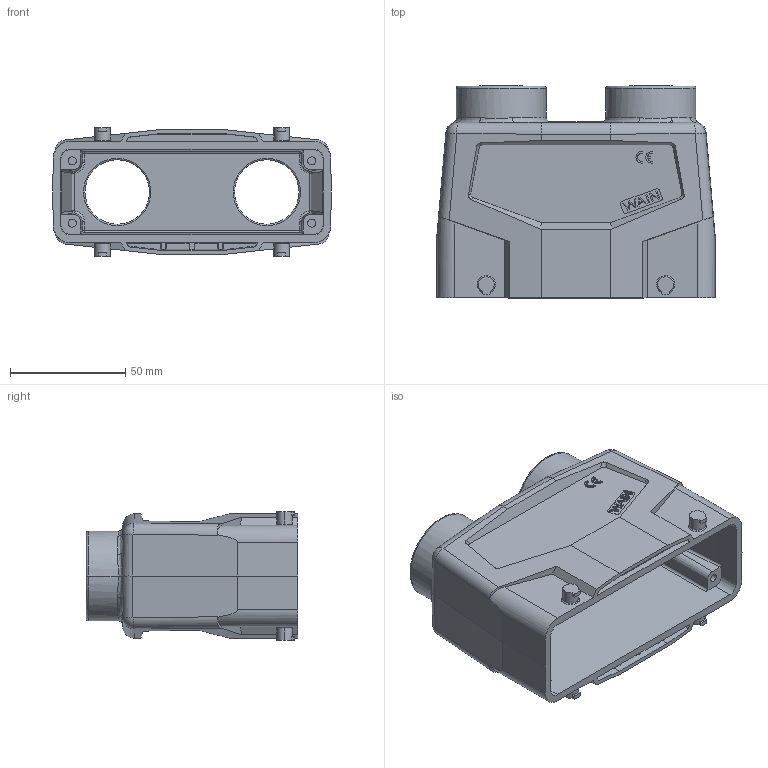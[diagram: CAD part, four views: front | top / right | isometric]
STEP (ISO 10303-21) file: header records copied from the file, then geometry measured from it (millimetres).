
FILE_DESCRIPTION((''),'2;1');
FILE_NAME('H24B_P-TEH-4B-M40','2020-09-27T',('sy.ji'),(''),'PRO/ENGINEER BY PARAMETRIC TECHNOLOGY CORPORATION, 2012480','PRO/ENGINEER BY PARAMETRIC TECHNOLOGY CORPORATION, 2012480','');
FILE_SCHEMA(('CONFIG_CONTROL_DESIGN'));
Length unit declared in the file: millimetre
Products named in the file (1): H24B_P-TEH-4B-M40
Bounding box: 121 x 92 x 56 mm (x, y, z)
Volume: 152122.5 mm3; surface area: 67327.3 mm2
Topology: 9 solids, 9 shells, 432 faces, 1107 edges, 710 vertices
Faces by surface type: plane 217, cylinder 107, bspline 44, cone 20, extrusion 20, sphere 12, torus 12
Entity records: 22902 total; most frequent: CARTESIAN_POINT 9387, ORIENTED_EDGE 2214, DIRECTION 1827, PRESENTATION_STYLE_ASSIGNMENT 1120, STYLED_ITEM 1116, CURVE_STYLE 1107, EDGE_CURVE 1107, VERTEX_POINT 710
